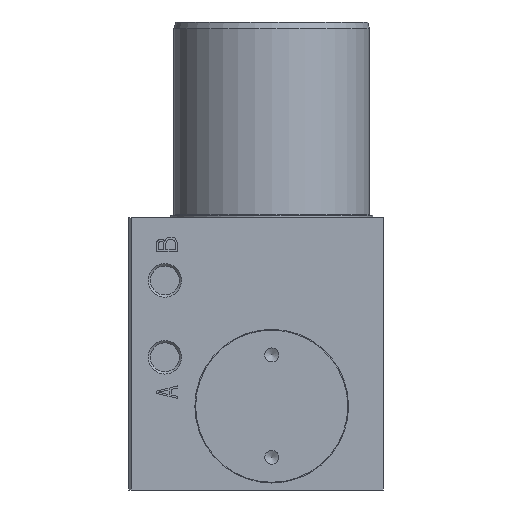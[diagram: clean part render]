
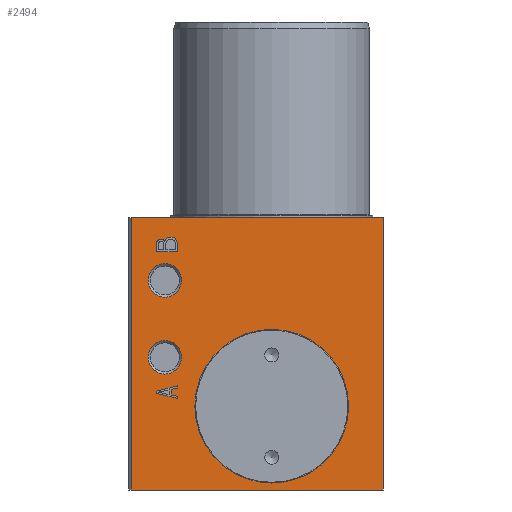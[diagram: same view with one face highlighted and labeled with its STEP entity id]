
A CAD part, left-side view. The second image highlights one B-rep face of the part: STEP entity #2494.
In plain terms, the highlighted face is planar.
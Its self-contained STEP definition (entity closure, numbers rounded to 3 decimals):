
#159=VECTOR('',#2966,1.);
#160=VECTOR('',#2967,1.);
#161=VECTOR('',#2972,1.);
#162=VECTOR('',#2979,1.);
#163=VECTOR('',#2980,1.);
#164=VECTOR('',#2981,1.);
#165=VECTOR('',#2982,1.);
#166=VECTOR('',#2987,1.);
#167=VECTOR('',#2988,1.);
#168=VECTOR('',#2989,1.);
#169=VECTOR('',#2990,1.);
#170=VECTOR('',#2991,1.);
#171=VECTOR('',#2992,1.);
#172=VECTOR('',#2993,1.);
#173=VECTOR('',#2994,1.);
#391=LINE('',#3646,#159);
#392=LINE('',#3649,#160);
#393=LINE('',#3657,#161);
#394=LINE('',#3665,#162);
#395=LINE('',#3668,#163);
#396=LINE('',#3670,#164);
#397=LINE('',#3672,#165);
#398=LINE('',#3677,#166);
#399=LINE('',#3680,#167);
#400=LINE('',#3682,#168);
#401=LINE('',#3684,#169);
#402=LINE('',#3686,#170);
#403=LINE('',#3688,#171);
#404=LINE('',#3690,#172);
#405=LINE('',#3692,#173);
#673=VERTEX_POINT('',#3647);
#674=VERTEX_POINT('',#3648);
#675=VERTEX_POINT('',#3650);
#676=VERTEX_POINT('',#3652);
#677=VERTEX_POINT('',#3653);
#678=VERTEX_POINT('',#3655);
#679=VERTEX_POINT('',#3656);
#680=VERTEX_POINT('',#3659);
#681=VERTEX_POINT('',#3660);
#682=VERTEX_POINT('',#3662);
#683=VERTEX_POINT('',#3663);
#684=VERTEX_POINT('',#3666);
#685=VERTEX_POINT('',#3667);
#686=VERTEX_POINT('',#3669);
#687=VERTEX_POINT('',#3671);
#688=VERTEX_POINT('',#3674);
#689=VERTEX_POINT('',#3675);
#690=VERTEX_POINT('',#3678);
#691=VERTEX_POINT('',#3679);
#692=VERTEX_POINT('',#3681);
#693=VERTEX_POINT('',#3683);
#694=VERTEX_POINT('',#3685);
#695=VERTEX_POINT('',#3687);
#696=VERTEX_POINT('',#3689);
#697=VERTEX_POINT('',#3691);
#908=CIRCLE('',#2661,0.652);
#909=CIRCLE('',#2662,0.93);
#910=CIRCLE('',#2663,11.);
#911=CIRCLE('',#2664,2.4);
#912=CIRCLE('',#2665,2.4);
#913=CIRCLE('',#2666,2.4);
#914=CIRCLE('',#2667,2.4);
#1039=EDGE_CURVE('',#673,#674,#391,.T.);
#1040=EDGE_CURVE('',#675,#673,#392,.T.);
#1041=EDGE_CURVE('',#676,#675,#908,.T.);
#1042=EDGE_CURVE('',#677,#676,#908,.T.);
#1043=EDGE_CURVE('',#678,#677,#909,.T.);
#1044=EDGE_CURVE('',#679,#678,#909,.T.);
#1045=EDGE_CURVE('',#674,#679,#393,.T.);
#1046=EDGE_CURVE('',#680,#681,#910,.T.);
#1047=EDGE_CURVE('',#681,#680,#910,.T.);
#1048=EDGE_CURVE('',#682,#683,#911,.T.);
#1049=EDGE_CURVE('',#683,#682,#912,.T.);
#1050=EDGE_CURVE('',#684,#685,#394,.T.);
#1051=EDGE_CURVE('',#686,#685,#395,.T.);
#1052=EDGE_CURVE('',#687,#686,#396,.T.);
#1053=EDGE_CURVE('',#687,#684,#397,.T.);
#1054=EDGE_CURVE('',#688,#689,#913,.T.);
#1055=EDGE_CURVE('',#689,#688,#914,.T.);
#1056=EDGE_CURVE('',#690,#691,#398,.T.);
#1057=EDGE_CURVE('',#691,#692,#399,.T.);
#1058=EDGE_CURVE('',#692,#693,#400,.T.);
#1059=EDGE_CURVE('',#693,#694,#401,.T.);
#1060=EDGE_CURVE('',#694,#695,#402,.T.);
#1061=EDGE_CURVE('',#695,#696,#403,.T.);
#1062=EDGE_CURVE('',#696,#697,#404,.T.);
#1063=EDGE_CURVE('',#697,#690,#405,.T.);
#1445=ORIENTED_EDGE('',*,*,#1039,.F.);
#1446=ORIENTED_EDGE('',*,*,#1040,.F.);
#1447=ORIENTED_EDGE('',*,*,#1041,.F.);
#1448=ORIENTED_EDGE('',*,*,#1042,.F.);
#1449=ORIENTED_EDGE('',*,*,#1043,.F.);
#1450=ORIENTED_EDGE('',*,*,#1044,.F.);
#1451=ORIENTED_EDGE('',*,*,#1045,.F.);
#1452=ORIENTED_EDGE('',*,*,#1046,.T.);
#1453=ORIENTED_EDGE('',*,*,#1047,.T.);
#1454=ORIENTED_EDGE('',*,*,#1048,.F.);
#1455=ORIENTED_EDGE('',*,*,#1049,.F.);
#1456=ORIENTED_EDGE('',*,*,#1050,.T.);
#1457=ORIENTED_EDGE('',*,*,#1051,.F.);
#1458=ORIENTED_EDGE('',*,*,#1052,.F.);
#1459=ORIENTED_EDGE('',*,*,#1053,.T.);
#1460=ORIENTED_EDGE('',*,*,#1054,.F.);
#1461=ORIENTED_EDGE('',*,*,#1055,.F.);
#1462=ORIENTED_EDGE('',*,*,#1056,.T.);
#1463=ORIENTED_EDGE('',*,*,#1057,.T.);
#1464=ORIENTED_EDGE('',*,*,#1058,.T.);
#1465=ORIENTED_EDGE('',*,*,#1059,.T.);
#1466=ORIENTED_EDGE('',*,*,#1060,.T.);
#1467=ORIENTED_EDGE('',*,*,#1061,.T.);
#1468=ORIENTED_EDGE('',*,*,#1062,.T.);
#1469=ORIENTED_EDGE('',*,*,#1063,.T.);
#2114=EDGE_LOOP('',(#1445,#1446,#1447,#1448,#1449,#1450,#1451));
#2115=EDGE_LOOP('',(#1452,#1453));
#2116=EDGE_LOOP('',(#1454,#1455));
#2117=EDGE_LOOP('',(#1456,#1457,#1458,#1459));
#2118=EDGE_LOOP('',(#1460,#1461));
#2119=EDGE_LOOP('',(#1462,#1463,#1464,#1465,#1466,#1467,#1468,#1469));
#2305=FACE_BOUND('',#2114,.T.);
#2306=FACE_BOUND('',#2115,.T.);
#2307=FACE_BOUND('',#2116,.T.);
#2308=FACE_BOUND('',#2117,.T.);
#2309=FACE_BOUND('',#2118,.T.);
#2310=FACE_BOUND('',#2119,.T.);
#2494=ADVANCED_FACE('',(#2305,#2306,#2307,#2308,#2309,#2310),#4323,.F.);
#2660=AXIS2_PLACEMENT_3D('',#3645,#2965,$);
#2661=AXIS2_PLACEMENT_3D('',#3651,#2968,#2969);
#2662=AXIS2_PLACEMENT_3D('',#3654,#2970,#2971);
#2663=AXIS2_PLACEMENT_3D('',#3658,#2973,#2974);
#2664=AXIS2_PLACEMENT_3D('',#3661,#2975,#2976);
#2665=AXIS2_PLACEMENT_3D('',#3664,#2977,#2978);
#2666=AXIS2_PLACEMENT_3D('',#3673,#2983,#2984);
#2667=AXIS2_PLACEMENT_3D('',#3676,#2985,#2986);
#2965=DIRECTION('',(0.,0.,1.));
#2966=DIRECTION('',(0.,-1.,0.));
#2967=DIRECTION('',(1.,0.,0.));
#2968=DIRECTION('',(0.,0.,-1.));
#2969=DIRECTION('',(-0.652,0.,0.));
#2970=DIRECTION('',(0.,0.,-1.));
#2971=DIRECTION('',(-0.93,0.,0.));
#2972=DIRECTION('',(-1.,0.,0.));
#2973=DIRECTION('',(0.,0.,1.));
#2974=DIRECTION('',(11.,0.,0.));
#2975=DIRECTION('',(0.,0.,-1.));
#2976=DIRECTION('',(2.4,0.,0.));
#2977=DIRECTION('',(0.,0.,-1.));
#2978=DIRECTION('',(2.4,0.,0.));
#2979=DIRECTION('',(0.,1.,0.));
#2980=DIRECTION('',(-1.,0.,0.));
#2981=DIRECTION('',(0.,1.,0.));
#2982=DIRECTION('',(-1.,0.,0.));
#2983=DIRECTION('',(0.,0.,-1.));
#2984=DIRECTION('',(2.4,0.,0.));
#2985=DIRECTION('',(0.,0.,-1.));
#2986=DIRECTION('',(2.4,0.,0.));
#2987=DIRECTION('',(-0.243,-0.97,0.));
#2988=DIRECTION('',(1.,0.,0.));
#2989=DIRECTION('',(0.217,0.976,0.));
#2990=DIRECTION('',(1.,0.,0.));
#2991=DIRECTION('',(0.217,-0.976,0.));
#2992=DIRECTION('',(1.,0.,0.));
#2993=DIRECTION('',(-0.243,0.97,0.));
#2994=DIRECTION('',(-1.,0.,0.));
#3645=CARTESIAN_POINT('',(19.5,11.5,-50.));
#3646=CARTESIAN_POINT('',(-14.6,44.,-50.));
#3647=CARTESIAN_POINT('',(-14.6,44.,-50.));
#3648=CARTESIAN_POINT('',(-14.6,41.,-50.));
#3649=CARTESIAN_POINT('',(-15.8,44.,-50.));
#3650=CARTESIAN_POINT('',(-15.8,44.,-50.));
#3651=CARTESIAN_POINT('',(-15.75,43.35,-50.));
#3652=CARTESIAN_POINT('',(-16.402,43.35,-50.));
#3653=CARTESIAN_POINT('',(-16.1,42.8,-50.));
#3654=CARTESIAN_POINT('',(-15.77,41.93,-50.));
#3655=CARTESIAN_POINT('',(-16.7,41.93,-50.));
#3656=CARTESIAN_POINT('',(-15.8,41.,-50.));
#3657=CARTESIAN_POINT('',(-14.6,41.,-50.));
#3658=CARTESIAN_POINT('',(7.5,27.5,-50.));
#3659=CARTESIAN_POINT('',(18.5,27.5,-50.));
#3660=CARTESIAN_POINT('',(-3.5,27.5,-50.));
#3661=CARTESIAN_POINT('',(-10.5,42.8,-50.));
#3662=CARTESIAN_POINT('',(-12.9,42.8,-50.));
#3663=CARTESIAN_POINT('',(-8.1,42.8,-50.));
#3664=CARTESIAN_POINT('',(-10.5,42.8,-50.));
#3665=CARTESIAN_POINT('',(-19.5,11.5,-50.));
#3666=CARTESIAN_POINT('',(-19.5,11.5,-50.));
#3667=CARTESIAN_POINT('',(-19.5,47.6,-50.));
#3668=CARTESIAN_POINT('',(19.5,47.6,-50.));
#3669=CARTESIAN_POINT('',(19.5,47.6,-50.));
#3670=CARTESIAN_POINT('',(19.5,11.5,-50.));
#3671=CARTESIAN_POINT('',(19.5,11.5,-50.));
#3672=CARTESIAN_POINT('',(19.5,11.5,-50.));
#3673=CARTESIAN_POINT('',(0.5,42.8,-50.));
#3674=CARTESIAN_POINT('',(-1.9,42.8,-50.));
#3675=CARTESIAN_POINT('',(2.9,42.8,-50.));
#3676=CARTESIAN_POINT('',(0.5,42.8,-50.));
#3677=CARTESIAN_POINT('',(5.35,44.,-50.));
#3678=CARTESIAN_POINT('',(5.35,44.,-50.));
#3679=CARTESIAN_POINT('',(4.6,41.,-50.));
#3680=CARTESIAN_POINT('',(4.6,41.,-50.));
#3681=CARTESIAN_POINT('',(4.9,41.,-50.));
#3682=CARTESIAN_POINT('',(4.9,41.,-50.));
#3683=CARTESIAN_POINT('',(5.1,41.9,-50.));
#3684=CARTESIAN_POINT('',(5.1,41.9,-50.));
#3685=CARTESIAN_POINT('',(5.9,41.9,-50.));
#3686=CARTESIAN_POINT('',(5.9,41.9,-50.));
#3687=CARTESIAN_POINT('',(6.1,41.,-50.));
#3688=CARTESIAN_POINT('',(6.1,41.,-50.));
#3689=CARTESIAN_POINT('',(6.4,41.,-50.));
#3690=CARTESIAN_POINT('',(6.4,41.,-50.));
#3691=CARTESIAN_POINT('',(5.65,44.,-50.));
#3692=CARTESIAN_POINT('',(5.65,44.,-50.));
#4323=PLANE('',#2660);
